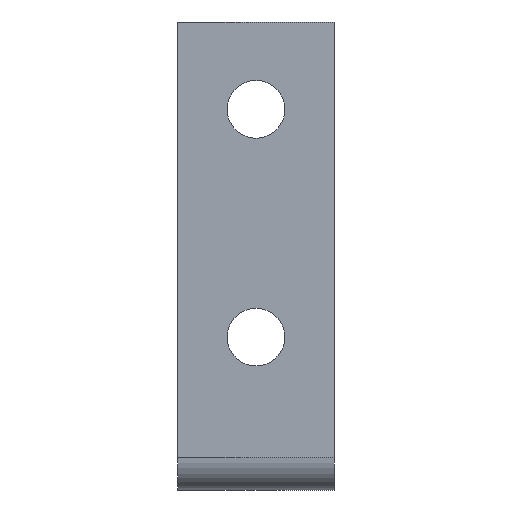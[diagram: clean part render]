
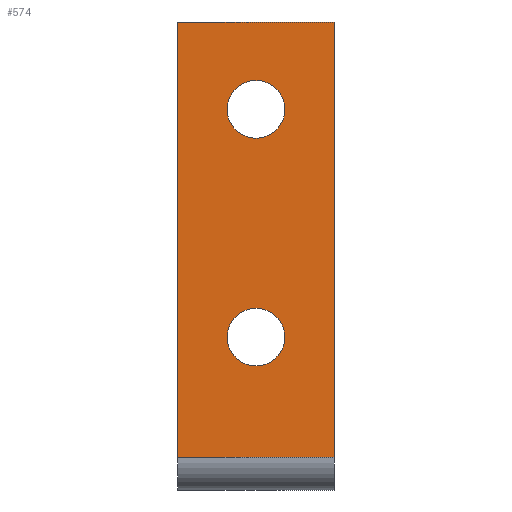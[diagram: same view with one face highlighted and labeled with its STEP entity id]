
A CAD part, left-side view. The second image highlights one B-rep face of the part: STEP entity #574.
In plain terms, the highlighted planar face has unit normal (-1, 0, 0).
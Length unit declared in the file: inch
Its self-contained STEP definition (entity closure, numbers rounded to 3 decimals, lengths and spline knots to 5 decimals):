
#3 = CIRCLE ( 'NONE', #724, 0.0925 ) ;
#21 = EDGE_CURVE ( 'NONE', #393, #596, #835, .T. ) ;
#22 = DIRECTION ( 'NONE',  ( 0., 0., -1. ) ) ;
#29 = VERTEX_POINT ( 'NONE', #791 ) ;
#33 = CARTESIAN_POINT ( 'NONE',  ( 0., -0.25, 0.105 ) ) ;
#35 = CARTESIAN_POINT ( 'NONE',  ( 0., 0.25, 1.5 ) ) ;
#43 = ORIENTED_EDGE ( 'NONE', *, *, #21, .T. ) ;
#54 = EDGE_CURVE ( 'NONE', #29, #826, #772, .T. ) ;
#62 = EDGE_CURVE ( 'NONE', #855, #521, #564, .T. ) ;
#92 = AXIS2_PLACEMENT_3D ( 'NONE', #195, #666, #340 ) ;
#102 = CARTESIAN_POINT ( 'NONE',  ( 0., 0.25, 0.105 ) ) ;
#116 = DIRECTION ( 'NONE',  ( 0., 0., 1. ) ) ;
#117 = VERTEX_POINT ( 'NONE', #268 ) ;
#125 = DIRECTION ( 'NONE',  ( 1., 0., 0. ) ) ;
#133 = FACE_OUTER_BOUND ( 'NONE', #363, .T. ) ;
#136 = ORIENTED_EDGE ( 'NONE', *, *, #473, .T. ) ;
#139 = AXIS2_PLACEMENT_3D ( 'NONE', #263, #460, #116 ) ;
#144 = VECTOR ( 'NONE', #173, 39.37008 ) ;
#169 = DIRECTION ( 'NONE',  ( 0., -1., 0. ) ) ;
#173 = DIRECTION ( 'NONE',  ( 0., -1., 0. ) ) ;
#195 = CARTESIAN_POINT ( 'NONE',  ( 0., 0., 1.22 ) ) ;
#236 = ORIENTED_EDGE ( 'NONE', *, *, #62, .T. ) ;
#252 = VECTOR ( 'NONE', #22, 39.37008 ) ;
#263 = CARTESIAN_POINT ( 'NONE',  ( 0., 0., 1.22 ) ) ;
#268 = CARTESIAN_POINT ( 'NONE',  ( 0., 0.25, 0.105 ) ) ;
#284 = DIRECTION ( 'NONE',  ( 0., 0., 1. ) ) ;
#288 = ORIENTED_EDGE ( 'NONE', *, *, #316, .T. ) ;
#316 = EDGE_CURVE ( 'NONE', #522, #117, #475, .T. ) ;
#340 = DIRECTION ( 'NONE',  ( 0., 0., 1. ) ) ;
#357 = FACE_BOUND ( 'NONE', #573, .T. ) ;
#363 = EDGE_LOOP ( 'NONE', ( #417, #478, #288, #606 ) ) ;
#375 = CARTESIAN_POINT ( 'NONE',  ( 0., 0., 1.1275 ) ) ;
#393 = VERTEX_POINT ( 'NONE', #375 ) ;
#403 = DIRECTION ( 'NONE',  ( 0., 0., -1. ) ) ;
#417 = ORIENTED_EDGE ( 'NONE', *, *, #54, .F. ) ;
#441 = CARTESIAN_POINT ( 'NONE',  ( 0., 0., 0.3975 ) ) ;
#460 = DIRECTION ( 'NONE',  ( 1., 0., 0. ) ) ;
#461 = AXIS2_PLACEMENT_3D ( 'NONE', #470, #599, #862 ) ;
#468 = ORIENTED_EDGE ( 'NONE', *, *, #651, .T. ) ;
#470 = CARTESIAN_POINT ( 'NONE',  ( 0., 0.25, 1.5 ) ) ;
#473 = EDGE_CURVE ( 'NONE', #596, #393, #738, .T. ) ;
#475 = LINE ( 'NONE', #35, #252 ) ;
#478 = ORIENTED_EDGE ( 'NONE', *, *, #868, .F. ) ;
#518 = LINE ( 'NONE', #707, #144 ) ;
#521 = VERTEX_POINT ( 'NONE', #529 ) ;
#522 = VERTEX_POINT ( 'NONE', #730 ) ;
#523 = EDGE_LOOP ( 'NONE', ( #236, #468 ) ) ;
#529 = CARTESIAN_POINT ( 'NONE',  ( 0., 0., 0.5825 ) ) ;
#530 = CARTESIAN_POINT ( 'NONE',  ( 0., -0.25, 1.5 ) ) ;
#534 = CARTESIAN_POINT ( 'NONE',  ( 0., 0., 1.3125 ) ) ;
#564 = CIRCLE ( 'NONE', #841, 0.0925 ) ;
#573 = EDGE_LOOP ( 'NONE', ( #43, #136 ) ) ;
#574 = ADVANCED_FACE ( 'NONE', ( #736, #357, #133 ), #737, .T. ) ;
#592 = CARTESIAN_POINT ( 'NONE',  ( 0., 0., 0.49 ) ) ;
#594 = VECTOR ( 'NONE', #403, 39.37008 ) ;
#596 = VERTEX_POINT ( 'NONE', #534 ) ;
#599 = DIRECTION ( 'NONE',  ( -1., 0., 0. ) ) ;
#606 = ORIENTED_EDGE ( 'NONE', *, *, #823, .T. ) ;
#651 = EDGE_CURVE ( 'NONE', #521, #855, #3, .T. ) ;
#660 = DIRECTION ( 'NONE',  ( 0., 0., 1. ) ) ;
#666 = DIRECTION ( 'NONE',  ( 1., 0., 0. ) ) ;
#688 = DIRECTION ( 'NONE',  ( 1., 0., 0. ) ) ;
#707 = CARTESIAN_POINT ( 'NONE',  ( 0., 0.25, 1.5 ) ) ;
#724 = AXIS2_PLACEMENT_3D ( 'NONE', #746, #688, #284 ) ;
#730 = CARTESIAN_POINT ( 'NONE',  ( 0., 0.25, 1.5 ) ) ;
#736 = FACE_BOUND ( 'NONE', #523, .T. ) ;
#737 = PLANE ( 'NONE',  #461 ) ;
#738 = CIRCLE ( 'NONE', #139, 0.0925 ) ;
#746 = CARTESIAN_POINT ( 'NONE',  ( 0., 0., 0.49 ) ) ;
#772 = LINE ( 'NONE', #530, #594 ) ;
#780 = VECTOR ( 'NONE', #169, 39.37008 ) ;
#789 = LINE ( 'NONE', #102, #780 ) ;
#791 = CARTESIAN_POINT ( 'NONE',  ( 0., -0.25, 1.5 ) ) ;
#823 = EDGE_CURVE ( 'NONE', #117, #826, #789, .T. ) ;
#826 = VERTEX_POINT ( 'NONE', #33 ) ;
#835 = CIRCLE ( 'NONE', #92, 0.0925 ) ;
#841 = AXIS2_PLACEMENT_3D ( 'NONE', #592, #125, #660 ) ;
#855 = VERTEX_POINT ( 'NONE', #441 ) ;
#862 = DIRECTION ( 'NONE',  ( 0., 0., 1. ) ) ;
#868 = EDGE_CURVE ( 'NONE', #522, #29, #518, .T. ) ;
